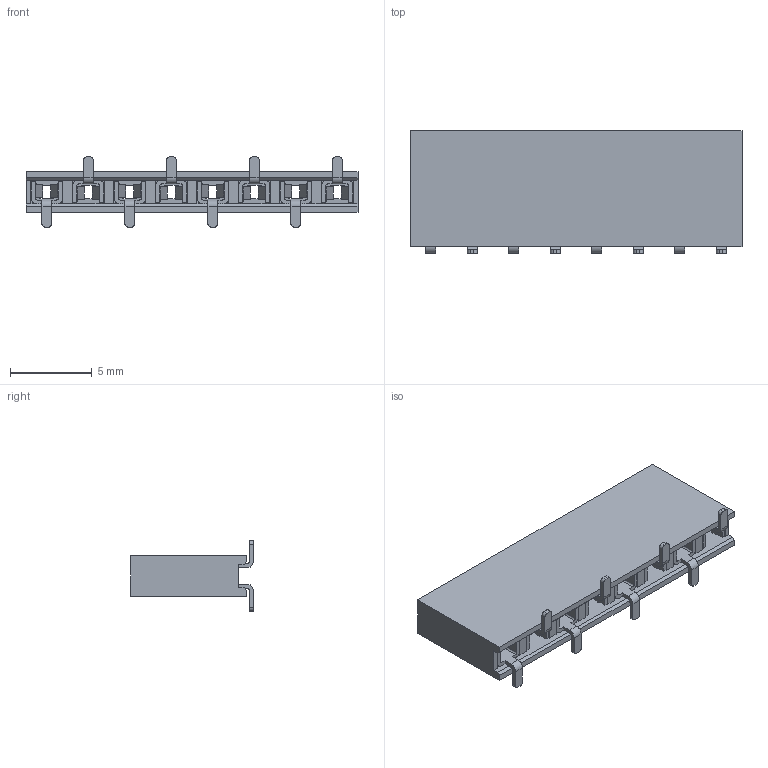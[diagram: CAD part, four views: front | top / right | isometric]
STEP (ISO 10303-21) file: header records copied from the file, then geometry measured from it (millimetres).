
FILE_DESCRIPTION (( 'STEP AP203' ), '1' );
FILE_NAME ('_ _ _C081KFXC-RC.STEP', '2016-08-15T09:00:14', ( 'LUANN HERRING' ), ( 'SULLINS' ), 'SwSTEP 2.0', 'SolidWorks 2015', '' );
FILE_SCHEMA (( 'CONFIG_CONTROL_DESIGN' ));
Length unit declared in the file: inch
Products named in the file (2): _ _ _C081KFXC-RC
Bounding box: 20.32 x 7.5 x 4.3 mm (x, y, z)
Volume: 242.8 mm3; surface area: 1106.2 mm2
Topology: 9 solids, 9 shells, 820 faces, 2246 edges, 1444 vertices
Faces by surface type: plane 468, cylinder 288, bspline 64
Entity records: 27911 total; most frequent: CARTESIAN_POINT 6944, ORIENTED_EDGE 4492, DIRECTION 4178, EDGE_CURVE 2246, VECTOR 1574, LINE 1574, VERTEX_POINT 1444, AXIS2_PLACEMENT_3D 1302
